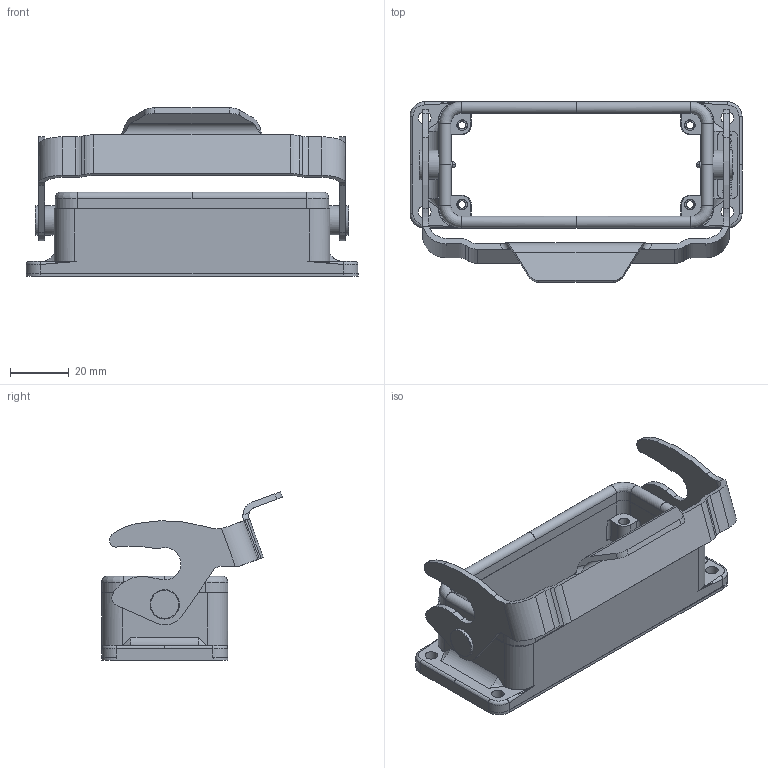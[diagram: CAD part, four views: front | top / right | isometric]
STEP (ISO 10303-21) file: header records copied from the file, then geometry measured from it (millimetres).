
FILE_DESCRIPTION(/* description */ (''),/* implementation_level */ '2;1');
FILE_NAME(/* name */ 'C146_10F016_001_1.stp',/* time_stamp */ '2018-01-19T14:37:05+01:00',/* author */ (''),/* organization */ (''),/* preprocessor_version */ 'ST-DEVELOPER v16',/* originating_system */ 'SIEMENS PLM Software NX 11.0',/* authorisation */ '');
FILE_SCHEMA (('AP203_CONFIGURATION_CONTROLLED_3D_DESIGN_OF_MECHANICAL_PARTS_AND_ASSEMBLIES_MIM_LF { 1 0 10303 403 2 1 2}'));
Length unit declared in the file: millimetre
Products named in the file (1): c146 10f016 001 1nxm001-03
Bounding box: 113 x 61.56 x 57.31 mm (x, y, z)
Volume: 40423.4 mm3; surface area: 29731.9 mm2
Topology: 1 solids, 7 shells, 551 faces, 1452 edges, 928 vertices
Faces by surface type: plane 260, cylinder 140, bspline 123, cone 16, revolution 12
Full cylindrical faces by diameter (mm): 2.5 x4, 4.3 x4, 4.5 x4, 10 x4
Entity records: 21622 total; most frequent: CARTESIAN_POINT 5109, ORIENTED_EDGE 2826, DIRECTION 2318, EDGE_CURVE 1413, VERTEX_POINT 922, LINE 812, VECTOR 812, AXIS2_PLACEMENT_3D 747
